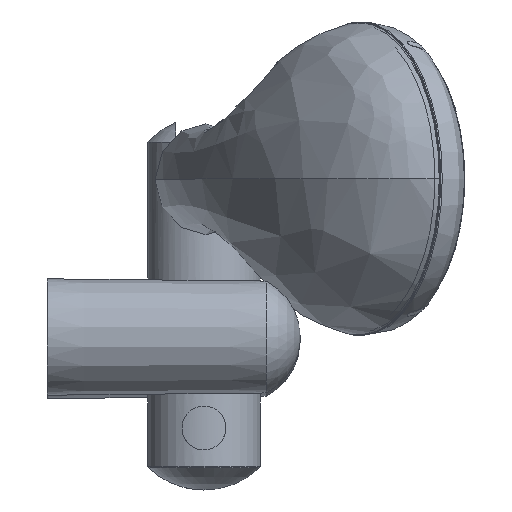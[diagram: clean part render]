
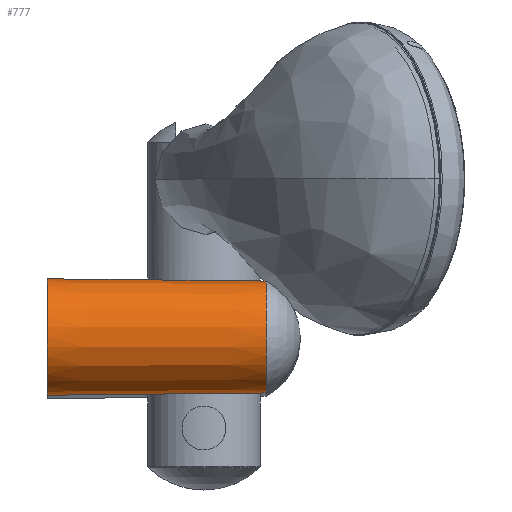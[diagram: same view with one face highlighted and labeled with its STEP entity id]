
A CAD part, top view. The second image highlights one B-rep face of the part: STEP entity #777.
In plain terms, the highlighted conical face has half-angle 0.583 degrees and reference radius 17.846 mm.
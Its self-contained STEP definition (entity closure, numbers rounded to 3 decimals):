
#116=CONICAL_SURFACE('',#1087,17.846,0.01);
#200=ORIENTED_EDGE('',*,*,#348,.T.);
#201=ORIENTED_EDGE('',*,*,#349,.F.);
#348=EDGE_CURVE('',#435,#435,#511,.T.);
#349=EDGE_CURVE('',#436,#436,#512,.T.);
#435=VERTEX_POINT('',#1408);
#436=VERTEX_POINT('',#1410);
#511=CIRCLE('',#1088,18.557);
#512=CIRCLE('',#1089,17.846);
#560=EDGE_LOOP('',(#200));
#561=EDGE_LOOP('',(#201));
#663=FACE_BOUND('',#560,.T.);
#664=FACE_BOUND('',#561,.T.);
#777=ADVANCED_FACE('',(#663,#664),#116,.T.);
#1087=AXIS2_PLACEMENT_3D('',#1406,#1209,#1210);
#1088=AXIS2_PLACEMENT_3D('',#1407,#1211,#1212);
#1089=AXIS2_PLACEMENT_3D('',#1409,#1213,#1214);
#1209=DIRECTION('',(-1.,0.,0.));
#1210=DIRECTION('',(0.,1.,0.));
#1211=DIRECTION('',(1.,0.,0.));
#1212=DIRECTION('',(0.,-1.,0.));
#1213=DIRECTION('',(1.,0.,0.));
#1214=DIRECTION('',(0.,-1.,0.));
#1406=CARTESIAN_POINT('',(69.787,0.,620.204));
#1407=CARTESIAN_POINT('',(0.,0.,620.204));
#1408=CARTESIAN_POINT('',(0.,-18.557,620.204));
#1409=CARTESIAN_POINT('',(69.787,0.,620.204));
#1410=CARTESIAN_POINT('',(69.787,-17.846,620.204));
